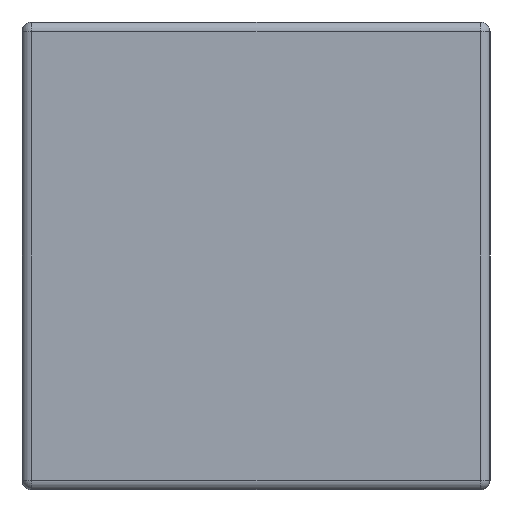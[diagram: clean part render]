
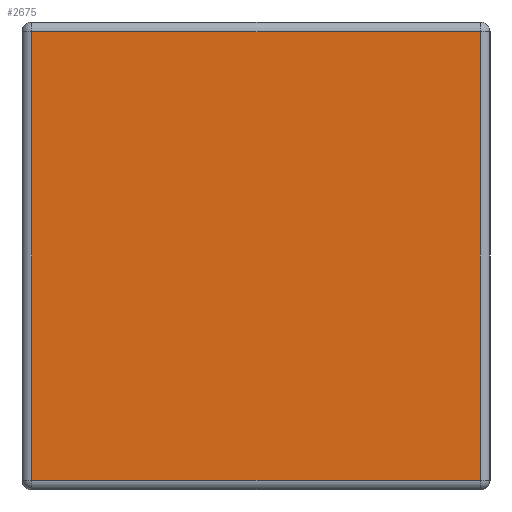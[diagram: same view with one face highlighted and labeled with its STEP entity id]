
A CAD part, left-side view. The second image highlights one B-rep face of the part: STEP entity #2675.
In plain terms, the highlighted planar face has unit normal (-1, 0, 0).
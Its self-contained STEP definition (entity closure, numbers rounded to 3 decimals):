
#104 = EDGE_CURVE ( 'NONE', #4640, #2025, #1599, .T. ) ;
#261 = DIRECTION ( 'NONE',  ( 0., 0., 1. ) ) ;
#275 = CARTESIAN_POINT ( 'NONE',  ( 0., 0.9, -0.019 ) ) ;
#325 = VECTOR ( 'NONE', #3441, 1000. ) ;
#336 = EDGE_CURVE ( 'NONE', #2025, #2008, #4094, .T. ) ;
#434 = CARTESIAN_POINT ( 'NONE',  ( 0., 0.881, -0.9 ) ) ;
#452 = CARTESIAN_POINT ( 'NONE',  ( 0., 0.019, -0.019 ) ) ;
#507 = CARTESIAN_POINT ( 'NONE',  ( 0., 0.019, -0.881 ) ) ;
#722 = FACE_OUTER_BOUND ( 'NONE', #1281, .T. ) ;
#1281 = EDGE_LOOP ( 'NONE', ( #4454, #4154, #2418, #1873 ) ) ;
#1311 = VERTEX_POINT ( 'NONE', #452 ) ;
#1369 = LINE ( 'NONE', #275, #1627 ) ;
#1599 = LINE ( 'NONE', #434, #325 ) ;
#1627 = VECTOR ( 'NONE', #4324, 1000. ) ;
#1771 = DIRECTION ( 'NONE',  ( 0., -1., 0. ) ) ;
#1805 = PLANE ( 'NONE',  #3975 ) ;
#1848 = VECTOR ( 'NONE', #261, 1000. ) ;
#1873 = ORIENTED_EDGE ( 'NONE', *, *, #104, .T. ) ;
#2008 = VERTEX_POINT ( 'NONE', #507 ) ;
#2025 = VERTEX_POINT ( 'NONE', #2480 ) ;
#2196 = VECTOR ( 'NONE', #1771, 1000. ) ;
#2244 = DIRECTION ( 'NONE',  ( 0., 0., 1. ) ) ;
#2418 = ORIENTED_EDGE ( 'NONE', *, *, #3889, .T. ) ;
#2480 = CARTESIAN_POINT ( 'NONE',  ( 0., 0.881, -0.881 ) ) ;
#2675 = ADVANCED_FACE ( 'NONE', ( #722 ), #1805, .T. ) ;
#2828 = CARTESIAN_POINT ( 'NONE',  ( 0., 0.881, -0.019 ) ) ;
#2846 = LINE ( 'NONE', #4748, #1848 ) ;
#3089 = EDGE_CURVE ( 'NONE', #2008, #1311, #2846, .T. ) ;
#3441 = DIRECTION ( 'NONE',  ( 0., 0., -1. ) ) ;
#3889 = EDGE_CURVE ( 'NONE', #1311, #4640, #1369, .T. ) ;
#3975 = AXIS2_PLACEMENT_3D ( 'NONE', #4023, #4440, #2244 ) ;
#4023 = CARTESIAN_POINT ( 'NONE',  ( 0., 0., 0. ) ) ;
#4094 = LINE ( 'NONE', #4459, #2196 ) ;
#4154 = ORIENTED_EDGE ( 'NONE', *, *, #3089, .T. ) ;
#4324 = DIRECTION ( 'NONE',  ( 0., 1., 0. ) ) ;
#4440 = DIRECTION ( 'NONE',  ( -1., 0., 0. ) ) ;
#4454 = ORIENTED_EDGE ( 'NONE', *, *, #336, .T. ) ;
#4459 = CARTESIAN_POINT ( 'NONE',  ( 0., 0., -0.881 ) ) ;
#4640 = VERTEX_POINT ( 'NONE', #2828 ) ;
#4748 = CARTESIAN_POINT ( 'NONE',  ( 0., 0.019, 0. ) ) ;
